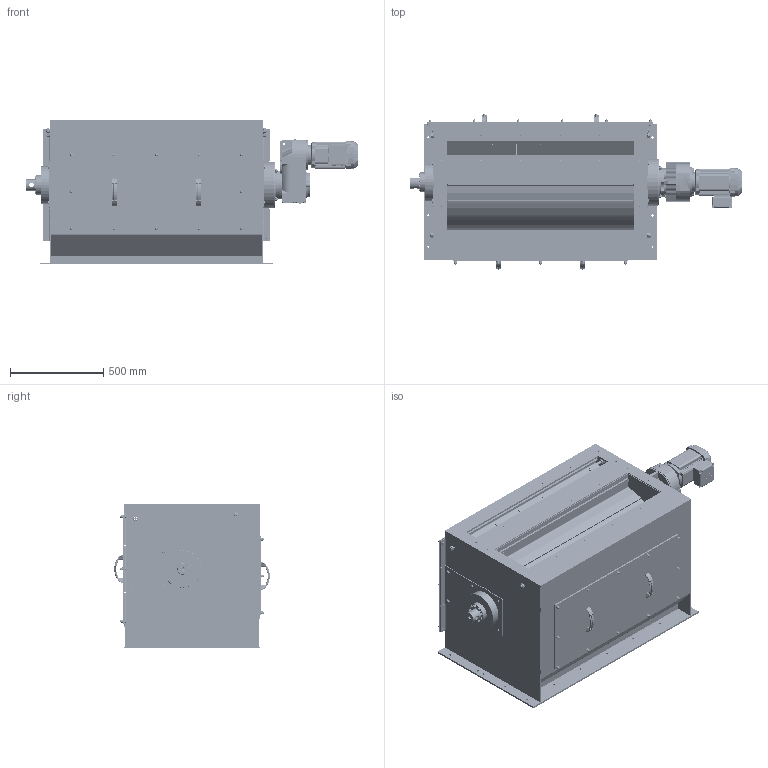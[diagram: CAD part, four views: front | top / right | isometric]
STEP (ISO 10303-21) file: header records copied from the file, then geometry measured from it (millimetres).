
FILE_DESCRIPTION(/* description */ (''),/* implementation_level */ '2;1');
FILE_NAME(/* name */ 'SRTK100054_A.stp',/* time_stamp */ '2023-11-24T10:50:04+01:00',/* author */ ('PH'),/* organization */ (''),/* preprocessor_version */ 'ST-DEVELOPER v18.1',/* originating_system */ 'Autodesk Inventor 2021',/* authorisation */ '');
FILE_SCHEMA (('AUTOMOTIVE_DESIGN { 1 0 10303 214 3 1 1 }'));
Products named in the file (1): SRTK100054_A
Bounding box: 1777 x 833.42 x 775 mm (x, y, z)
Volume: 75155745.1 mm3; surface area: 15837905.3 mm2
Topology: 4 solids, 4 shells, 4605 faces, 11224 edges, 6985 vertices
Faces by surface type: plane 2380, cylinder 1198, cone 725, torus 136, bspline 90, sphere 76
Full cylindrical faces by diameter (mm): 4.134 x15, 4.917 x11, 5 x6, 5.2 x16, 6 x9, 6.5 x10, 6.647 x51, 6.75 x5, 7.323 x10, 8 x47, 8.2 x11, 8.376 x4, 8.4 x13, 9 x35, 9.188 x10, 10 x34, 10.5 x10, 11 x20, 11.4 x36, 12 x14, 12.5 x36, 13 x9, 14 x9, 15 x12, 15.4 x12, 16 x59, 17 x9, 17.294 x2, 20 x17, 21 x1
Entity records: 142477 total; most frequent: CARTESIAN_POINT 31681, ORIENTED_EDGE 22256, DIRECTION 22033, EDGE_CURVE 11128, AXIS2_PLACEMENT_3D 8185, VERTEX_POINT 6997, LINE 5663, VECTOR 5663
